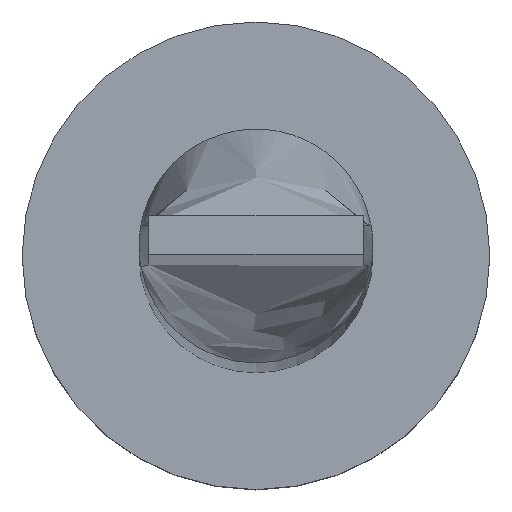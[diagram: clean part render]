
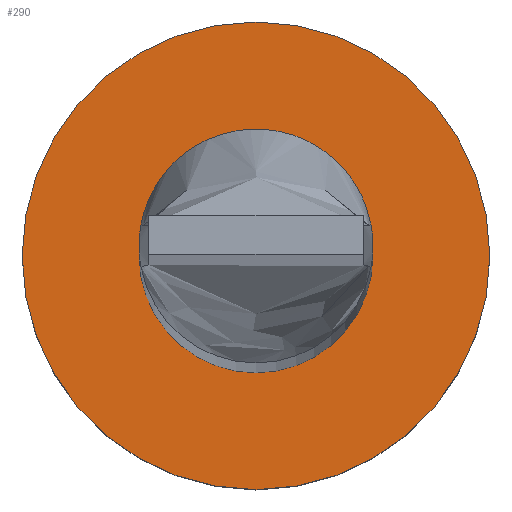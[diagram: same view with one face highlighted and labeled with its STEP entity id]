
A CAD part, top view. The second image highlights one B-rep face of the part: STEP entity #290.
In plain terms, the highlighted planar face has unit normal (0, 0, 1).
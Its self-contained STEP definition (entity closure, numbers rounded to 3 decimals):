
#8 = EDGE_CURVE ( 'NONE', #105, #333, #232, .T. ) ;
#69 = DIRECTION ( 'NONE',  ( 1., 0., 0. ) ) ;
#105 = VERTEX_POINT ( 'NONE', #408 ) ;
#174 = DIRECTION ( 'NONE',  ( 1., 0., 0. ) ) ;
#192 = CARTESIAN_POINT ( 'NONE',  ( 0., 0., 5. ) ) ;
#219 = DIRECTION ( 'NONE',  ( 0., 0., 1. ) ) ;
#232 = CIRCLE ( 'NONE', #304, 3. ) ;
#250 = ORIENTED_EDGE ( 'NONE', *, *, #8, .F. ) ;
#253 = DIRECTION ( 'NONE',  ( 1., 0., 0. ) ) ;
#270 = AXIS2_PLACEMENT_3D ( 'NONE', #399, #357, #174 ) ;
#273 = DIRECTION ( 'NONE',  ( 0., 0., 1. ) ) ;
#274 = CIRCLE ( 'NONE', #479, 3. ) ;
#279 = CARTESIAN_POINT ( 'NONE',  ( 6., 0., 5. ) ) ;
#290 = ADVANCED_FACE ( 'NONE', ( #472, #555 ), #544, .T. ) ;
#292 = ORIENTED_EDGE ( 'NONE', *, *, #470, .T. ) ;
#299 = EDGE_LOOP ( 'NONE', ( #250, #556 ) ) ;
#304 = AXIS2_PLACEMENT_3D ( 'NONE', #352, #521, #253 ) ;
#307 = CARTESIAN_POINT ( 'NONE',  ( -6., 0., 5. ) ) ;
#310 = AXIS2_PLACEMENT_3D ( 'NONE', #574, #219, #69 ) ;
#326 = CARTESIAN_POINT ( 'NONE',  ( 0., 0., 5. ) ) ;
#333 = VERTEX_POINT ( 'NONE', #378 ) ;
#352 = CARTESIAN_POINT ( 'NONE',  ( 0., 0., 5. ) ) ;
#357 = DIRECTION ( 'NONE',  ( 0., 0., 1. ) ) ;
#366 = DIRECTION ( 'NONE',  ( 1., 0., 0. ) ) ;
#370 = DIRECTION ( 'NONE',  ( 0., 0., 1. ) ) ;
#376 = AXIS2_PLACEMENT_3D ( 'NONE', #192, #370, #547 ) ;
#378 = CARTESIAN_POINT ( 'NONE',  ( 3., 0., 5. ) ) ;
#399 = CARTESIAN_POINT ( 'NONE',  ( 0., 0., 5. ) ) ;
#408 = CARTESIAN_POINT ( 'NONE',  ( -3., 0., 5. ) ) ;
#415 = VERTEX_POINT ( 'NONE', #307 ) ;
#424 = EDGE_CURVE ( 'NONE', #415, #505, #487, .T. ) ;
#428 = ORIENTED_EDGE ( 'NONE', *, *, #424, .T. ) ;
#470 = EDGE_CURVE ( 'NONE', #505, #415, #552, .T. ) ;
#472 = FACE_BOUND ( 'NONE', #299, .T. ) ;
#479 = AXIS2_PLACEMENT_3D ( 'NONE', #326, #273, #366 ) ;
#487 = CIRCLE ( 'NONE', #310, 6. ) ;
#505 = VERTEX_POINT ( 'NONE', #279 ) ;
#520 = EDGE_CURVE ( 'NONE', #333, #105, #274, .T. ) ;
#521 = DIRECTION ( 'NONE',  ( 0., 0., 1. ) ) ;
#523 = EDGE_LOOP ( 'NONE', ( #428, #292 ) ) ;
#544 = PLANE ( 'NONE',  #376 ) ;
#547 = DIRECTION ( 'NONE',  ( 1., 0., 0. ) ) ;
#552 = CIRCLE ( 'NONE', #270, 6. ) ;
#555 = FACE_OUTER_BOUND ( 'NONE', #523, .T. ) ;
#556 = ORIENTED_EDGE ( 'NONE', *, *, #520, .F. ) ;
#574 = CARTESIAN_POINT ( 'NONE',  ( 0., 0., 5. ) ) ;
